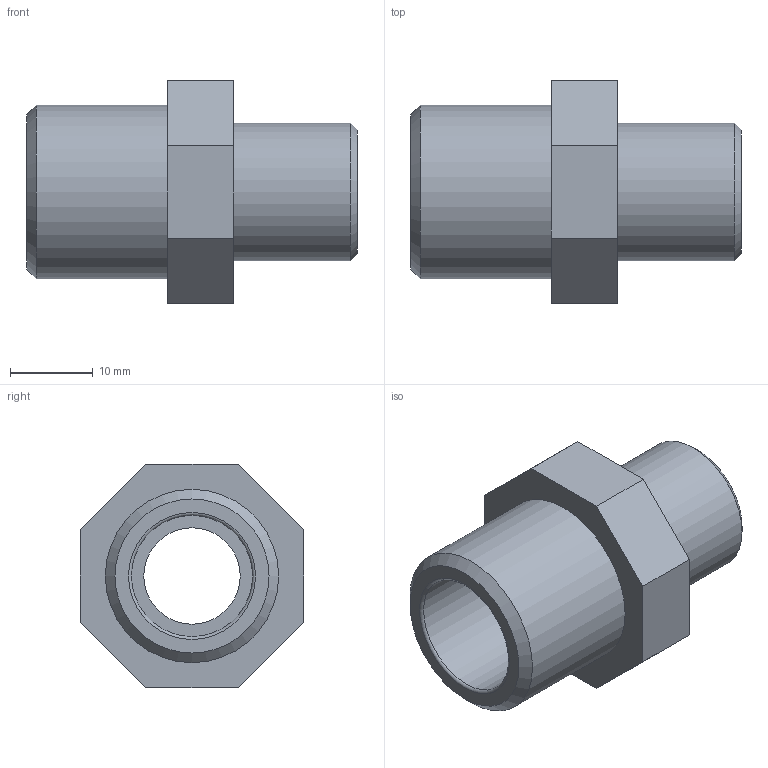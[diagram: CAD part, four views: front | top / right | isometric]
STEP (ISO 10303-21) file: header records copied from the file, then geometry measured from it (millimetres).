
FILE_DESCRIPTION( ( 'STEP AP214' ), ' ' );
FILE_NAME( '3.35.050.stp', '2015-08-07T09:43:17', ( '' ), ( '' ), ' ', 'PARTsolutions', ' ' );
FILE_SCHEMA( ( 'AUTOMOTIVE_DESIGN { 1 0 10303 214 1 1 1 1 }' ) );
Length unit declared in the file: millimetre
Products named in the file (1): _3.35.050
Bounding box: 40 x 27 x 27 mm (x, y, z)
Volume: 8323.1 mm3; surface area: 5193.6 mm2
Topology: 1 solids, 1 shells, 21 faces, 44 edges, 28 vertices
Faces by surface type: plane 13, cylinder 4, cone 2, torus 2
Full cylindrical faces by diameter (mm): 11.663 x1, 14.668 x1, 16.662 x1, 20.955 x1
Entity records: 706 total; most frequent: DIRECTION 92, CARTESIAN_POINT 86, ORIENTED_EDGE 72, EDGE_CURVE 36, AXIS2_PLACEMENT_3D 34, EDGE_LOOP 34, VERTEX_POINT 28, FACE_OUTER_BOUND 27
